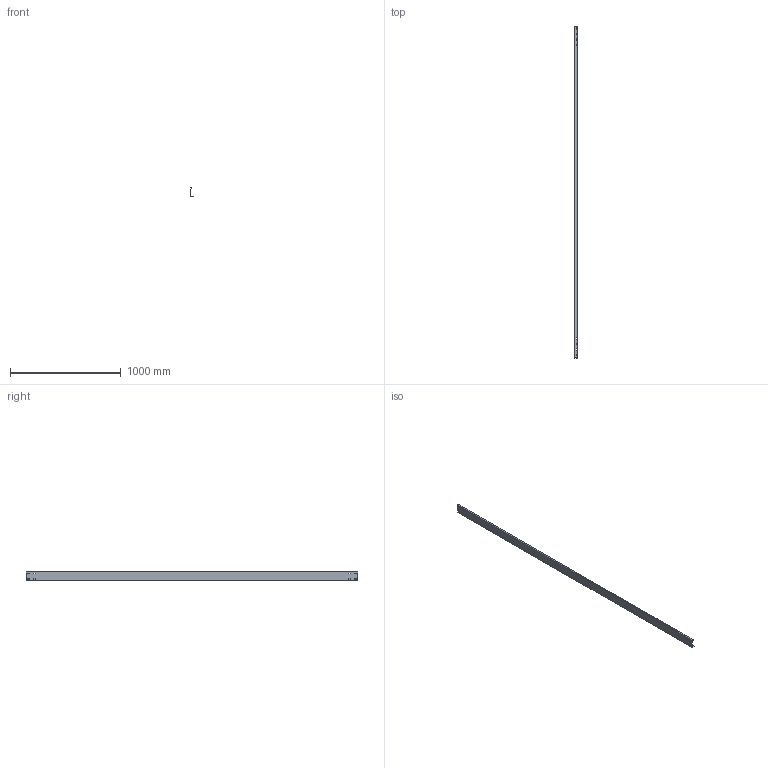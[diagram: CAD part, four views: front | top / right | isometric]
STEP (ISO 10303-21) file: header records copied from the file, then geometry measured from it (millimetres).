
FILE_DESCRIPTION((''),'2;1');
FILE_NAME('6062114','2012-07-13T',('AndreasKeweloh'),(''),'PRO/ENGINEER BY PARAMETRIC TECHNOLOGY CORPORATION, 2012130','PRO/ENGINEER BY PARAMETRIC TECHNOLOGY CORPORATION, 2012130','');
FILE_SCHEMA(('CONFIG_CONTROL_DESIGN'));
Length unit declared in the file: millimetre
Products named in the file (1): 6062114
Bounding box: 27 x 3000 x 85 mm (x, y, z)
Volume: 285214.6 mm3; surface area: 765761.2 mm2
Topology: 1 solids, 1 shells, 70 faces, 212 edges, 144 vertices
Faces by surface type: cylinder 36, plane 34
Entity records: 2522 total; most frequent: DIRECTION 432, CARTESIAN_POINT 426, ORIENTED_EDGE 424, EDGE_CURVE 212, AXIS2_PLACEMENT_3D 150, VERTEX_POINT 144, VECTOR 132, LINE 132
